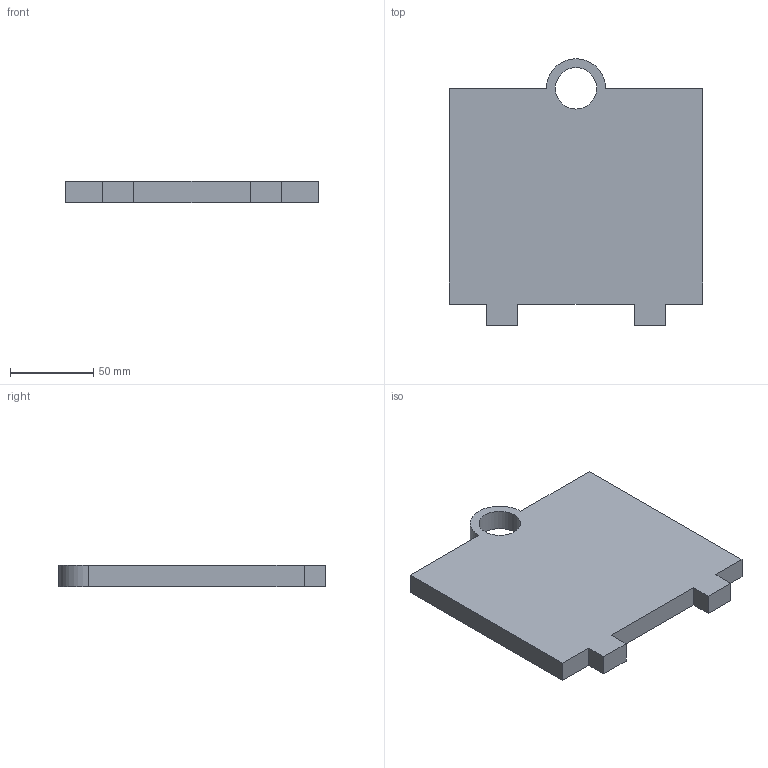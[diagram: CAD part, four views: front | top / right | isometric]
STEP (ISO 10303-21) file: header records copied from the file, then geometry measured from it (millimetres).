
FILE_DESCRIPTION(('HOOPS Exchange Step'),'2;1');
FILE_NAME('a2e4a7350d46bd8831762d0f4a1d9ab320200328-3316-1gdfq0x.SLDPRT.step','2020-03-28T05:26:57+00:00',('converter2'),('Unknown organisation'),'HOOPS Exchange 2019.2','HOOPS Exchange','Unknown authorisation');
FILE_SCHEMA( ('AUTOMOTIVE_DESIGN { 1 0 10303 214 1 1 1 1 }') );
Length unit declared in the file: inch
Products named in the file (2): Default; a2e4a7350d46bd8831762d0f4a1d9ab320200328-3316-1gdfq0x
Assembly tree (1 placements, depth 2):
  a2e4a7350d46bd8831762d0f4a1d9ab320200328-3316-1gdfq0x
    Default
Bounding box: 152.4 x 160.02 x 12.7 mm (x, y, z)
Volume: 256993.4 mm3; surface area: 49528.8 mm2
Topology: 1 solids, 1 shells, 17 faces, 45 edges, 30 vertices
Faces by surface type: plane 15, cylinder 2
Full cylindrical faces by diameter (mm): 24.892 x1
Entity records: 580 total; most frequent: CARTESIAN_POINT 95, ORIENTED_EDGE 90, DIRECTION 89, EDGE_CURVE 45, VECTOR 41, LINE 41, VERTEX_POINT 30, AXIS2_PLACEMENT_3D 24
